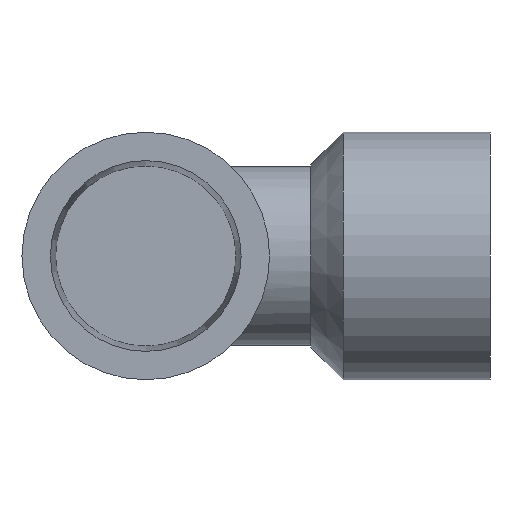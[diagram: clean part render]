
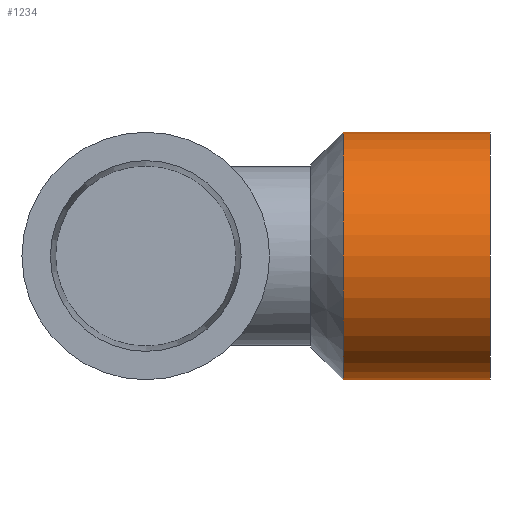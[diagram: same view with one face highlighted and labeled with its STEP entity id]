
A CAD part, front view. The second image highlights one B-rep face of the part: STEP entity #1234.
In plain terms, the highlighted cylindrical face has radius 10.5 mm (diameter 21 mm), a full revolution.
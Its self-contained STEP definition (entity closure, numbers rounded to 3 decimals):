
#199=CYLINDRICAL_SURFACE('',#1333,10.5);
#386=ORIENTED_EDGE('',*,*,#514,.T.);
#387=ORIENTED_EDGE('',*,*,#515,.T.);
#514=EDGE_CURVE('',#587,#587,#618,.F.);
#515=EDGE_CURVE('',#588,#588,#619,.T.);
#587=VERTEX_POINT('',#1833);
#588=VERTEX_POINT('',#1835);
#618=CIRCLE('',#1334,10.5);
#619=CIRCLE('',#1335,10.5);
#675=EDGE_LOOP('',(#386));
#676=EDGE_LOOP('',(#387));
#753=FACE_BOUND('',#675,.T.);
#754=FACE_BOUND('',#676,.T.);
#1234=ADVANCED_FACE('',(#753,#754),#199,.T.);
#1333=AXIS2_PLACEMENT_3D('',#1831,#1575,#1576);
#1334=AXIS2_PLACEMENT_3D('',#1832,#1577,#1578);
#1335=AXIS2_PLACEMENT_3D('',#1834,#1579,#1580);
#1575=DIRECTION('',(-1.,0.,0.));
#1576=DIRECTION('',(0.,-1.,0.));
#1577=DIRECTION('',(-1.,0.,0.));
#1578=DIRECTION('',(0.,-1.,0.));
#1579=DIRECTION('',(-1.,0.,0.));
#1580=DIRECTION('',(0.,1.,0.));
#1831=CARTESIAN_POINT('',(29.2,13.,0.));
#1832=CARTESIAN_POINT('',(16.75,13.,0.));
#1833=CARTESIAN_POINT('',(16.75,2.5,0.));
#1834=CARTESIAN_POINT('',(29.2,13.,0.));
#1835=CARTESIAN_POINT('',(29.2,23.5,0.));
